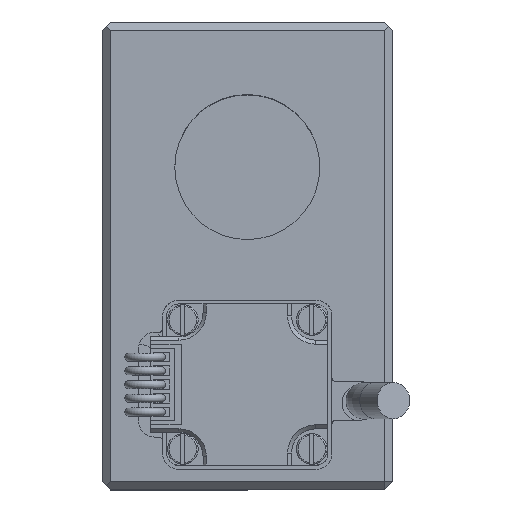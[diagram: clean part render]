
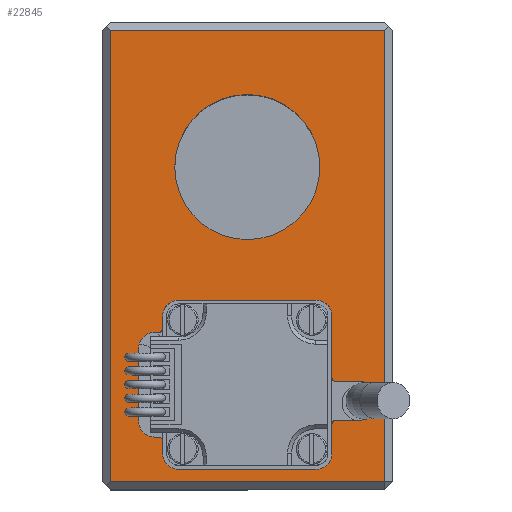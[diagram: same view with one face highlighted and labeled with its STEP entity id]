
A CAD part, top view. The second image highlights one B-rep face of the part: STEP entity #22845.
In plain terms, the highlighted planar face has unit normal (0, 0, 1).
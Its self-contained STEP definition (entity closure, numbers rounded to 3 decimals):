
#2854=LINE('',#39767,#4761);
#2869=LINE('',#39823,#4776);
#2871=LINE('',#39828,#4778);
#2872=LINE('',#39830,#4779);
#2873=LINE('',#39832,#4780);
#2874=LINE('',#39833,#4781);
#2875=LINE('',#39839,#4782);
#2876=LINE('',#39842,#4783);
#2877=LINE('',#39846,#4784);
#2878=LINE('',#39850,#4785);
#2879=LINE('',#39854,#4786);
#2880=LINE('',#39858,#4787);
#2881=LINE('',#39862,#4788);
#2882=LINE('',#39866,#4789);
#2883=LINE('',#39869,#4790);
#4761=VECTOR('',#32294,10.);
#4776=VECTOR('',#32341,10.);
#4778=VECTOR('',#32345,10.);
#4779=VECTOR('',#32346,10.);
#4780=VECTOR('',#32347,10.);
#4781=VECTOR('',#32348,10.);
#4782=VECTOR('',#32353,10.);
#4783=VECTOR('',#32356,10.);
#4784=VECTOR('',#32359,10.);
#4785=VECTOR('',#32362,10.);
#4786=VECTOR('',#32365,10.);
#4787=VECTOR('',#32368,10.);
#4788=VECTOR('',#32371,10.);
#4789=VECTOR('',#32374,10.);
#4790=VECTOR('',#32377,10.);
#5162=FACE_BOUND('',#7624,.T.);
#5163=FACE_BOUND('',#7625,.T.);
#6281=FACE_OUTER_BOUND('',#7623,.T.);
#7623=EDGE_LOOP('',(#20540,#20541,#20542,#20543));
#7624=EDGE_LOOP('',(#20544));
#7625=EDGE_LOOP('',(#20545,#20546,#20547,#20548,#20549,#20550,#20551,#20552,
#20553,#20554,#20555,#20556,#20557,#20558,#20559,#20560,#20561,#20562,#20563,
#20564,#20565,#20566));
#8937=CIRCLE('',#25659,0.5);
#8951=CIRCLE('',#25676,0.5);
#8952=CIRCLE('',#25679,9.);
#8953=CIRCLE('',#25680,2.);
#8954=CIRCLE('',#25681,2.);
#8955=CIRCLE('',#25682,2.4);
#8956=CIRCLE('',#25683,0.5);
#8957=CIRCLE('',#25684,2.);
#8958=CIRCLE('',#25685,2.);
#8959=CIRCLE('',#25686,0.5);
#8960=CIRCLE('',#25687,2.);
#8961=CIRCLE('',#25688,2.);
#11011=VERTEX_POINT('',#39754);
#11012=VERTEX_POINT('',#39755);
#11016=VERTEX_POINT('',#39765);
#11039=VERTEX_POINT('',#39816);
#11040=VERTEX_POINT('',#39817);
#11041=VERTEX_POINT('',#39822);
#11042=VERTEX_POINT('',#39826);
#11043=VERTEX_POINT('',#39827);
#11044=VERTEX_POINT('',#39829);
#11045=VERTEX_POINT('',#39831);
#11046=VERTEX_POINT('',#39834);
#11047=VERTEX_POINT('',#39836);
#11048=VERTEX_POINT('',#39838);
#11049=VERTEX_POINT('',#39841);
#11050=VERTEX_POINT('',#39843);
#11051=VERTEX_POINT('',#39845);
#11052=VERTEX_POINT('',#39847);
#11053=VERTEX_POINT('',#39849);
#11054=VERTEX_POINT('',#39851);
#11055=VERTEX_POINT('',#39853);
#11056=VERTEX_POINT('',#39855);
#11057=VERTEX_POINT('',#39857);
#11058=VERTEX_POINT('',#39859);
#11059=VERTEX_POINT('',#39861);
#11060=VERTEX_POINT('',#39863);
#11061=VERTEX_POINT('',#39865);
#11062=VERTEX_POINT('',#39867);
#14214=EDGE_CURVE('',#11011,#11012,#8937,.T.);
#14220=EDGE_CURVE('',#11011,#11016,#2854,.T.);
#14245=EDGE_CURVE('',#11039,#11040,#8951,.T.);
#14248=EDGE_CURVE('',#11041,#11040,#2869,.T.);
#14250=EDGE_CURVE('',#11042,#11043,#2871,.T.);
#14251=EDGE_CURVE('',#11044,#11042,#2872,.T.);
#14252=EDGE_CURVE('',#11045,#11044,#2873,.T.);
#14253=EDGE_CURVE('',#11043,#11045,#2874,.T.);
#14254=EDGE_CURVE('',#11046,#11046,#8952,.T.);
#14255=EDGE_CURVE('',#11047,#11016,#8953,.T.);
#14256=EDGE_CURVE('',#11047,#11048,#2875,.T.);
#14257=EDGE_CURVE('',#11041,#11048,#8954,.T.);
#14258=EDGE_CURVE('',#11039,#11049,#2876,.T.);
#14259=EDGE_CURVE('',#11049,#11050,#8955,.T.);
#14260=EDGE_CURVE('',#11050,#11051,#2877,.T.);
#14261=EDGE_CURVE('',#11052,#11051,#8956,.T.);
#14262=EDGE_CURVE('',#11052,#11053,#2878,.T.);
#14263=EDGE_CURVE('',#11054,#11053,#8957,.T.);
#14264=EDGE_CURVE('',#11054,#11055,#2879,.T.);
#14265=EDGE_CURVE('',#11056,#11055,#8958,.T.);
#14266=EDGE_CURVE('',#11056,#11057,#2880,.T.);
#14267=EDGE_CURVE('',#11058,#11057,#8959,.T.);
#14268=EDGE_CURVE('',#11058,#11059,#2881,.T.);
#14269=EDGE_CURVE('',#11060,#11059,#8960,.T.);
#14270=EDGE_CURVE('',#11060,#11061,#2882,.T.);
#14271=EDGE_CURVE('',#11062,#11061,#8961,.T.);
#14272=EDGE_CURVE('',#11062,#11012,#2883,.T.);
#20540=ORIENTED_EDGE('',*,*,#14250,.F.);
#20541=ORIENTED_EDGE('',*,*,#14251,.F.);
#20542=ORIENTED_EDGE('',*,*,#14252,.F.);
#20543=ORIENTED_EDGE('',*,*,#14253,.F.);
#20544=ORIENTED_EDGE('',*,*,#14254,.T.);
#20545=ORIENTED_EDGE('',*,*,#14214,.F.);
#20546=ORIENTED_EDGE('',*,*,#14220,.T.);
#20547=ORIENTED_EDGE('',*,*,#14255,.F.);
#20548=ORIENTED_EDGE('',*,*,#14256,.T.);
#20549=ORIENTED_EDGE('',*,*,#14257,.F.);
#20550=ORIENTED_EDGE('',*,*,#14248,.T.);
#20551=ORIENTED_EDGE('',*,*,#14245,.F.);
#20552=ORIENTED_EDGE('',*,*,#14258,.T.);
#20553=ORIENTED_EDGE('',*,*,#14259,.T.);
#20554=ORIENTED_EDGE('',*,*,#14260,.T.);
#20555=ORIENTED_EDGE('',*,*,#14261,.F.);
#20556=ORIENTED_EDGE('',*,*,#14262,.T.);
#20557=ORIENTED_EDGE('',*,*,#14263,.F.);
#20558=ORIENTED_EDGE('',*,*,#14264,.T.);
#20559=ORIENTED_EDGE('',*,*,#14265,.F.);
#20560=ORIENTED_EDGE('',*,*,#14266,.T.);
#20561=ORIENTED_EDGE('',*,*,#14267,.F.);
#20562=ORIENTED_EDGE('',*,*,#14268,.T.);
#20563=ORIENTED_EDGE('',*,*,#14269,.F.);
#20564=ORIENTED_EDGE('',*,*,#14270,.T.);
#20565=ORIENTED_EDGE('',*,*,#14271,.F.);
#20566=ORIENTED_EDGE('',*,*,#14272,.T.);
#21688=PLANE('',#25678);
#22845=ADVANCED_FACE('',(#6281,#5162,#5163),#21688,.F.);
#25659=AXIS2_PLACEMENT_3D('',#39756,#32284,#32285);
#25676=AXIS2_PLACEMENT_3D('',#39818,#32335,#32336);
#25678=AXIS2_PLACEMENT_3D('',#39825,#32343,#32344);
#25679=AXIS2_PLACEMENT_3D('',#39835,#32349,#32350);
#25680=AXIS2_PLACEMENT_3D('',#39837,#32351,#32352);
#25681=AXIS2_PLACEMENT_3D('',#39840,#32354,#32355);
#25682=AXIS2_PLACEMENT_3D('',#39844,#32357,#32358);
#25683=AXIS2_PLACEMENT_3D('',#39848,#32360,#32361);
#25684=AXIS2_PLACEMENT_3D('',#39852,#32363,#32364);
#25685=AXIS2_PLACEMENT_3D('',#39856,#32366,#32367);
#25686=AXIS2_PLACEMENT_3D('',#39860,#32369,#32370);
#25687=AXIS2_PLACEMENT_3D('',#39864,#32372,#32373);
#25688=AXIS2_PLACEMENT_3D('',#39868,#32375,#32376);
#32284=DIRECTION('center_axis',(0.,0.,-1.));
#32285=DIRECTION('ref_axis',(0.707,-0.707,0.));
#32294=DIRECTION('',(0.,1.,0.));
#32335=DIRECTION('center_axis',(0.,0.,-1.));
#32336=DIRECTION('ref_axis',(-0.707,-0.707,0.));
#32341=DIRECTION('',(0.,-1.,0.));
#32343=DIRECTION('center_axis',(0.,0.,-1.));
#32344=DIRECTION('ref_axis',(-1.,0.,0.));
#32345=DIRECTION('',(-1.,0.,0.));
#32346=DIRECTION('',(0.,-1.,0.));
#32347=DIRECTION('',(1.,0.,0.));
#32348=DIRECTION('',(0.,1.,0.));
#32349=DIRECTION('center_axis',(0.,0.,-1.));
#32350=DIRECTION('ref_axis',(1.,0.,0.));
#32351=DIRECTION('center_axis',(0.,0.,1.));
#32352=DIRECTION('ref_axis',(-0.707,0.707,0.));
#32353=DIRECTION('',(1.,0.,0.));
#32354=DIRECTION('center_axis',(0.,0.,1.));
#32355=DIRECTION('ref_axis',(0.707,0.707,0.));
#32356=DIRECTION('',(1.,0.,0.));
#32357=DIRECTION('center_axis',(0.,0.,-1.));
#32358=DIRECTION('ref_axis',(-1.,0.,0.));
#32359=DIRECTION('',(-1.,0.,0.));
#32360=DIRECTION('center_axis',(0.,0.,-1.));
#32361=DIRECTION('ref_axis',(-0.707,0.707,0.));
#32362=DIRECTION('',(0.,-1.,0.));
#32363=DIRECTION('center_axis',(0.,0.,1.));
#32364=DIRECTION('ref_axis',(0.707,-0.707,0.));
#32365=DIRECTION('',(-1.,0.,0.));
#32366=DIRECTION('center_axis',(0.,0.,1.));
#32367=DIRECTION('ref_axis',(-0.707,-0.707,0.));
#32368=DIRECTION('',(0.,1.,0.));
#32369=DIRECTION('center_axis',(0.,0.,-1.));
#32370=DIRECTION('ref_axis',(0.707,0.707,0.));
#32371=DIRECTION('',(-1.,0.,0.));
#32372=DIRECTION('center_axis',(0.,0.,1.));
#32373=DIRECTION('ref_axis',(-0.707,-0.707,0.));
#32374=DIRECTION('',(0.,1.,0.));
#32375=DIRECTION('center_axis',(0.,0.,1.));
#32376=DIRECTION('ref_axis',(-0.707,0.707,0.));
#32377=DIRECTION('',(1.,0.,0.));
#39754=CARTESIAN_POINT('',(-10.5,-9.,8.));
#39755=CARTESIAN_POINT('',(-11.,-9.5,8.));
#39756=CARTESIAN_POINT('Origin',(-11.,-9.,8.));
#39765=CARTESIAN_POINT('',(-10.5,-7.5,8.));
#39767=CARTESIAN_POINT('',(-10.5,-9.5,8.));
#39816=CARTESIAN_POINT('',(11.,-15.6,8.));
#39817=CARTESIAN_POINT('',(10.5,-15.1,8.));
#39818=CARTESIAN_POINT('Origin',(11.,-15.1,8.));
#39822=CARTESIAN_POINT('',(10.5,-7.5,8.));
#39823=CARTESIAN_POINT('',(10.5,-3.007,8.));
#39825=CARTESIAN_POINT('Origin',(2.454,-0.513,8.));
#39826=CARTESIAN_POINT('',(17.,-28.,8.));
#39827=CARTESIAN_POINT('',(-17.,-28.,8.));
#39828=CARTESIAN_POINT('',(-7.773,-28.,8.));
#39829=CARTESIAN_POINT('',(17.,28.,8.));
#39830=CARTESIAN_POINT('',(17.,-14.757,8.));
#39831=CARTESIAN_POINT('',(-17.,28.,8.));
#39832=CARTESIAN_POINT('',(10.227,28.,8.));
#39833=CARTESIAN_POINT('',(-17.,14.243,8.));
#39834=CARTESIAN_POINT('',(-9.,11.,8.));
#39835=CARTESIAN_POINT('Origin',(0.,11.,8.));
#39836=CARTESIAN_POINT('',(-8.5,-5.5,8.));
#39837=CARTESIAN_POINT('Origin',(-8.5,-7.5,8.));
#39838=CARTESIAN_POINT('',(8.5,-5.5,8.));
#39839=CARTESIAN_POINT('',(-4.023,-5.5,8.));
#39840=CARTESIAN_POINT('Origin',(8.5,-7.5,8.));
#39841=CARTESIAN_POINT('',(14.,-15.6,8.));
#39842=CARTESIAN_POINT('',(8.227,-15.6,8.));
#39843=CARTESIAN_POINT('',(14.,-20.4,8.));
#39844=CARTESIAN_POINT('Origin',(14.,-18.,8.));
#39845=CARTESIAN_POINT('',(11.,-20.4,8.));
#39846=CARTESIAN_POINT('',(6.477,-20.4,8.));
#39847=CARTESIAN_POINT('',(10.5,-20.9,8.));
#39848=CARTESIAN_POINT('Origin',(11.,-20.9,8.));
#39849=CARTESIAN_POINT('',(10.5,-24.5,8.));
#39850=CARTESIAN_POINT('',(10.5,-3.007,8.));
#39851=CARTESIAN_POINT('',(8.5,-26.5,8.));
#39852=CARTESIAN_POINT('Origin',(8.5,-24.5,8.));
#39853=CARTESIAN_POINT('',(-8.5,-26.5,8.));
#39854=CARTESIAN_POINT('',(-5.523,-26.5,8.));
#39855=CARTESIAN_POINT('',(-10.5,-24.5,8.));
#39856=CARTESIAN_POINT('Origin',(-8.5,-24.5,8.));
#39857=CARTESIAN_POINT('',(-10.5,-23.,8.));
#39858=CARTESIAN_POINT('',(-10.5,-26.5,8.));
#39859=CARTESIAN_POINT('',(-11.,-22.5,8.));
#39860=CARTESIAN_POINT('Origin',(-11.,-23.,8.));
#39861=CARTESIAN_POINT('',(-11.5,-22.5,8.));
#39862=CARTESIAN_POINT('',(-10.5,-22.5,8.));
#39863=CARTESIAN_POINT('',(-13.5,-20.5,8.));
#39864=CARTESIAN_POINT('Origin',(-11.5,-20.5,8.));
#39865=CARTESIAN_POINT('',(-13.5,-11.5,8.));
#39866=CARTESIAN_POINT('',(-13.5,-3.007,8.));
#39867=CARTESIAN_POINT('',(-11.5,-9.5,8.));
#39868=CARTESIAN_POINT('Origin',(-11.5,-11.5,8.));
#39869=CARTESIAN_POINT('',(-13.5,-9.5,8.));
